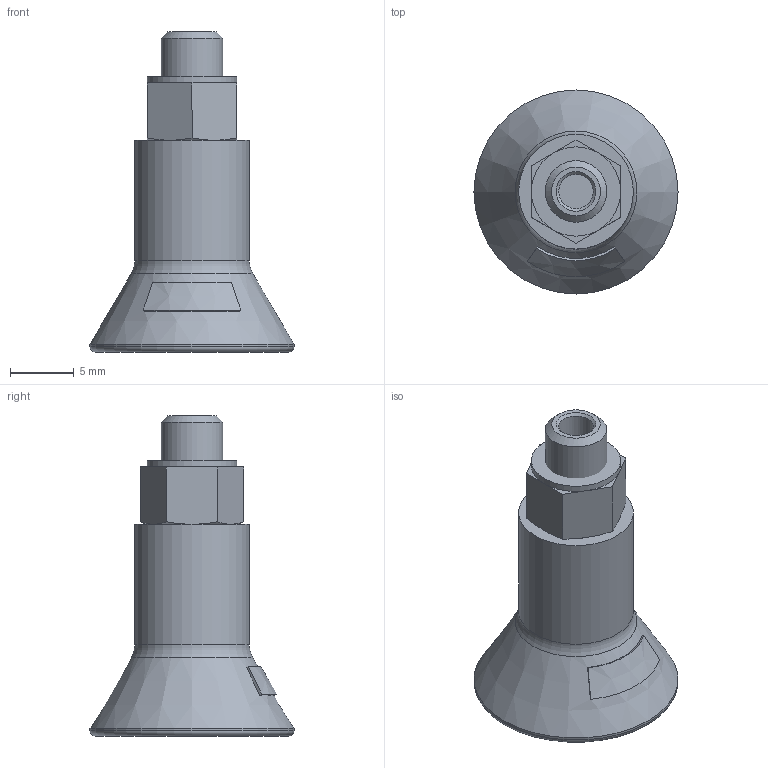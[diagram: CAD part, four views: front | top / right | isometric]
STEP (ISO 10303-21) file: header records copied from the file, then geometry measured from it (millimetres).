
FILE_DESCRIPTION( ( 'Unknown' ), '1' );
FILE_NAME( 'SE-0417035.stp', 'Unknown', ( 'Unknown' ), ( 'Unknown' ), 'PSStep 17.0.49', 'Unknown', ' ' );
FILE_SCHEMA( ( 'AUTOMOTIVE_DESIGN { 1 0 10303 214 1 1 1 1 }' ) );
Length unit declared in the file: millimetre
Products named in the file (5): 3107030; 3107108; 3113616; Assem1; SE-0417033
Assembly tree (4 placements, depth 3):
  Assem1
    SE-0417033
    3107030
      3107108
      3113616
Bounding box: 16 x 16 x 25.1 mm (x, y, z)
Volume: 1794.6 mm3; surface area: 1438.3 mm2
Topology: 3 solids, 3 shells, 42 faces, 83 edges, 52 vertices
Faces by surface type: plane 18, cone 13, cylinder 8, torus 3
Full cylindrical faces by diameter (mm): 2.7 x1, 3.8 x1, 4 x1, 4.6 x1, 4.826 x1, 7 x1, 9 x1, 16 x1
Entity records: 1432 total; most frequent: CARTESIAN_POINT 202, DIRECTION 182, ORIENTED_EDGE 130, AXIS2_PLACEMENT_3D 81, EDGE_LOOP 66, EDGE_CURVE 65, FACE_OUTER_BOUND 53, VERTEX_POINT 49
